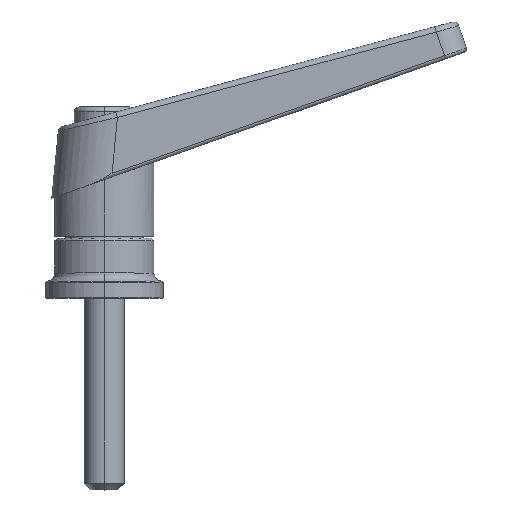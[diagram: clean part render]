
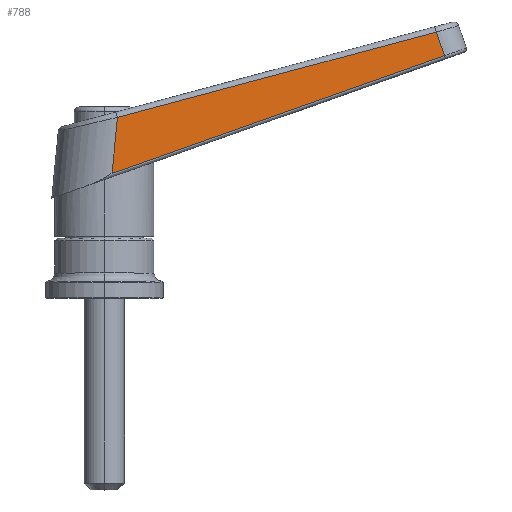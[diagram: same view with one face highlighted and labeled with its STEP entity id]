
A CAD part, top view. The second image highlights one B-rep face of the part: STEP entity #788.
In plain terms, the highlighted planar face has unit normal (0.088, 0, 0.996).
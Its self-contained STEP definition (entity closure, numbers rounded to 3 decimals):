
#452=EDGE_CURVE('NONE',#874,#722,#1306,.T.);
#610=VERTEX_POINT('NONE',#1480);
#686=EDGE_CURVE('NONE',#610,#974,#1564,.T.);
#722=VERTEX_POINT('NONE',#1603);
#788=ADVANCED_FACE('NONE',(#1673),#1674,.F.);
#874=VERTEX_POINT('NONE',#1771);
#974=VERTEX_POINT('NONE',#1887);
#1006=EDGE_CURVE('NONE',#974,#874,#1921,.T.);
#1018=EDGE_CURVE('NONE',#722,#610,#1934,.T.);
#1306=LINE('',#2249,#2250);
#1480=CARTESIAN_POINT('',(101.19,72.152,6.904));
#1564=LINE('',#2936,#2937);
#1603=CARTESIAN_POINT('',(98.71,79.155,7.123));
#1673=FACE_OUTER_BOUND('',#3221,.T.);
#1674=PLANE('',#3222);
#1771=CARTESIAN_POINT('',(3.9,53.751,15.468));
#1887=CARTESIAN_POINT('',(2.3,37.133,15.608));
#1921=LINE('',#4019,#4020);
#1934=LINE('',#4040,#4041);
#2249=CARTESIAN_POINT('',(0.425,52.82,15.773));
#2250=VECTOR('',#5150,1000.0);
#2936=CARTESIAN_POINT('',(101.19,72.152,6.904));
#2937=VECTOR('',#5427,1000.0);
#3221=EDGE_LOOP('',(#5524,#5525,#5526,#5527));
#3222=AXIS2_PLACEMENT_3D('',#5528,#5529,#5530);
#4019=CARTESIAN_POINT('',(3.454,49.115,15.507));
#4020=VECTOR('',#5786,1000.0);
#4040=CARTESIAN_POINT('',(98.71,79.155,7.123));
#4041=VECTOR('',#5803,1000.0);
#5150=DIRECTION('',(0.962,0.258,-0.085));
#5427=DIRECTION('',(-0.939,-0.333,0.083));
#5524=ORIENTED_EDGE('',*,*,#1006,.F.);
#5525=ORIENTED_EDGE('',*,*,#686,.F.);
#5526=ORIENTED_EDGE('',*,*,#1018,.F.);
#5527=ORIENTED_EDGE('',*,*,#452,.F.);
#5528=CARTESIAN_POINT('',(1.381,89.415,15.689));
#5529=DIRECTION('',(-0.088,0.0,-0.996));
#5530=DIRECTION('',(-0.996,0.0,0.088));
#5786=DIRECTION('',(0.096,0.995,-0.008));
#5803=DIRECTION('',(0.334,-0.942,-0.029));
